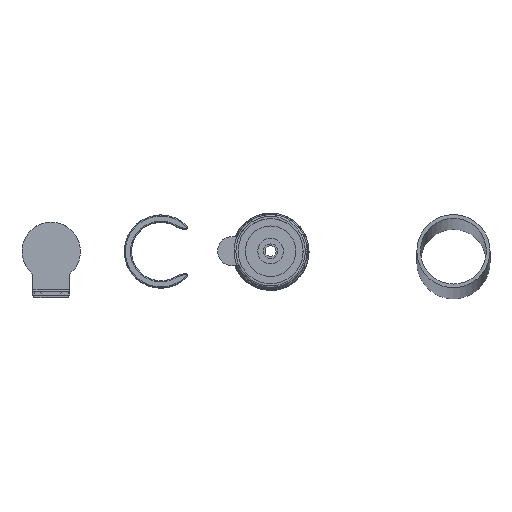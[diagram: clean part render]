
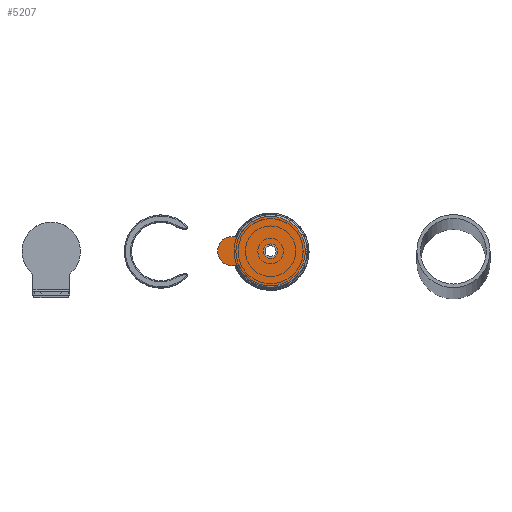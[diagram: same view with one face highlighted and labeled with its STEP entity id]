
A CAD part, top view. The second image highlights one B-rep face of the part: STEP entity #5207.
In plain terms, the highlighted face is planar.
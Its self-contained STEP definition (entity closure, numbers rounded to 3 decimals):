
#74 = FACE_OUTER_BOUND ( 'NONE', #2351, .T. ) ;
#140 = CARTESIAN_POINT ( 'NONE',  ( 0., 0., 0. ) ) ;
#172 = EDGE_CURVE ( 'NONE', #3087, #1091, #4983, .T. ) ;
#271 = CARTESIAN_POINT ( 'NONE',  ( -4., -8.617, 0. ) ) ;
#631 = EDGE_CURVE ( 'NONE', #2348, #2107, #2355, .T. ) ;
#684 = CARTESIAN_POINT ( 'NONE',  ( -9.5, 0., 0. ) ) ;
#693 = LINE ( 'NONE', #4683, #1795 ) ;
#774 = AXIS2_PLACEMENT_3D ( 'NONE', #5160, #4745, #2540 ) ;
#794 = ORIENTED_EDGE ( 'NONE', *, *, #5865, .F. ) ;
#1036 = AXIS2_PLACEMENT_3D ( 'NONE', #4829, #2091, #4352 ) ;
#1079 = DIRECTION ( 'NONE',  ( 0., -1., 0. ) ) ;
#1091 = VERTEX_POINT ( 'NONE', #5738 ) ;
#1119 = EDGE_LOOP ( 'NONE', ( #3572, #4467 ) ) ;
#1214 = ORIENTED_EDGE ( 'NONE', *, *, #631, .F. ) ;
#1457 = CARTESIAN_POINT ( 'NONE',  ( 4., -10.5, 0. ) ) ;
#1591 = CARTESIAN_POINT ( 'NONE',  ( 0., 0., 0. ) ) ;
#1636 = AXIS2_PLACEMENT_3D ( 'NONE', #1591, #2964, #2872 ) ;
#1788 = ORIENTED_EDGE ( 'NONE', *, *, #5352, .F. ) ;
#1795 = VECTOR ( 'NONE', #1079, 1000. ) ;
#1901 = CIRCLE ( 'NONE', #5124, 4. ) ;
#2074 = CARTESIAN_POINT ( 'NONE',  ( -4., -10.5, 0. ) ) ;
#2091 = DIRECTION ( 'NONE',  ( 0., 0., 1. ) ) ;
#2107 = VERTEX_POINT ( 'NONE', #4873 ) ;
#2219 = VERTEX_POINT ( 'NONE', #2074 ) ;
#2348 = VERTEX_POINT ( 'NONE', #4991 ) ;
#2351 = EDGE_LOOP ( 'NONE', ( #1214, #2458, #5179, #794, #1788, #2749 ) ) ;
#2352 = EDGE_CURVE ( 'NONE', #2219, #2404, #1901, .T. ) ;
#2355 = CIRCLE ( 'NONE', #3994, 9.5 ) ;
#2389 = CIRCLE ( 'NONE', #774, 9.5 ) ;
#2404 = VERTEX_POINT ( 'NONE', #1457 ) ;
#2411 = CARTESIAN_POINT ( 'NONE',  ( 0., 0., 0. ) ) ;
#2458 = ORIENTED_EDGE ( 'NONE', *, *, #5552, .F. ) ;
#2540 = DIRECTION ( 'NONE',  ( 1., 0., 0. ) ) ;
#2621 = LINE ( 'NONE', #2686, #4836 ) ;
#2644 = VERTEX_POINT ( 'NONE', #271 ) ;
#2646 = CIRCLE ( 'NONE', #1036, 9.5 ) ;
#2686 = CARTESIAN_POINT ( 'NONE',  ( 4., -8.617, 0. ) ) ;
#2698 = CARTESIAN_POINT ( 'NONE',  ( 0., 0., 0. ) ) ;
#2749 = ORIENTED_EDGE ( 'NONE', *, *, #3718, .F. ) ;
#2778 = DIRECTION ( 'NONE',  ( 0., 0., 1. ) ) ;
#2785 = CARTESIAN_POINT ( 'NONE',  ( 0., -10.5, 0. ) ) ;
#2790 = DIRECTION ( 'NONE',  ( 0., 0., 1. ) ) ;
#2804 = FACE_BOUND ( 'NONE', #1119, .T. ) ;
#2872 = DIRECTION ( 'NONE',  ( 1., 0., 0. ) ) ;
#2964 = DIRECTION ( 'NONE',  ( 0., 0., 1. ) ) ;
#3087 = VERTEX_POINT ( 'NONE', #5622 ) ;
#3120 = VERTEX_POINT ( 'NONE', #684 ) ;
#3230 = DIRECTION ( 'NONE',  ( 0., 0., 1. ) ) ;
#3572 = ORIENTED_EDGE ( 'NONE', *, *, #3639, .T. ) ;
#3639 = EDGE_CURVE ( 'NONE', #1091, #3087, #4377, .T. ) ;
#3718 = EDGE_CURVE ( 'NONE', #2107, #3120, #2389, .T. ) ;
#3994 = AXIS2_PLACEMENT_3D ( 'NONE', #2698, #4869, #5437 ) ;
#4227 = AXIS2_PLACEMENT_3D ( 'NONE', #2411, #2790, #4611 ) ;
#4352 = DIRECTION ( 'NONE',  ( 1., 0., 0. ) ) ;
#4377 = CIRCLE ( 'NONE', #1636, 2. ) ;
#4467 = ORIENTED_EDGE ( 'NONE', *, *, #172, .T. ) ;
#4597 = DIRECTION ( 'NONE',  ( 1., 0., 0. ) ) ;
#4611 = DIRECTION ( 'NONE',  ( 1., 0., 0. ) ) ;
#4683 = CARTESIAN_POINT ( 'NONE',  ( -4., -8.617, 0. ) ) ;
#4745 = DIRECTION ( 'NONE',  ( 0., 0., 1. ) ) ;
#4829 = CARTESIAN_POINT ( 'NONE',  ( 0., 0., 0. ) ) ;
#4836 = VECTOR ( 'NONE', #4943, 1000. ) ;
#4869 = DIRECTION ( 'NONE',  ( 0., 0., 1. ) ) ;
#4873 = CARTESIAN_POINT ( 'NONE',  ( 9.5, 0., 0. ) ) ;
#4943 = DIRECTION ( 'NONE',  ( 0., 1., 0. ) ) ;
#4983 = CIRCLE ( 'NONE', #4227, 2. ) ;
#4991 = CARTESIAN_POINT ( 'NONE',  ( 4., -8.617, 0. ) ) ;
#5039 = PLANE ( 'NONE',  #5745 ) ;
#5124 = AXIS2_PLACEMENT_3D ( 'NONE', #2785, #3230, #5468 ) ;
#5160 = CARTESIAN_POINT ( 'NONE',  ( 0., 0., 0. ) ) ;
#5179 = ORIENTED_EDGE ( 'NONE', *, *, #2352, .F. ) ;
#5207 = ADVANCED_FACE ( 'NONE', ( #74, #2804 ), #5039, .F. ) ;
#5352 = EDGE_CURVE ( 'NONE', #3120, #2644, #2646, .T. ) ;
#5437 = DIRECTION ( 'NONE',  ( 1., 0., 0. ) ) ;
#5468 = DIRECTION ( 'NONE',  ( 1., 0., 0. ) ) ;
#5552 = EDGE_CURVE ( 'NONE', #2404, #2348, #2621, .T. ) ;
#5622 = CARTESIAN_POINT ( 'NONE',  ( 2., 0., 0. ) ) ;
#5738 = CARTESIAN_POINT ( 'NONE',  ( -2., 0., 0. ) ) ;
#5745 = AXIS2_PLACEMENT_3D ( 'NONE', #140, #2778, #4597 ) ;
#5865 = EDGE_CURVE ( 'NONE', #2644, #2219, #693, .T. ) ;
